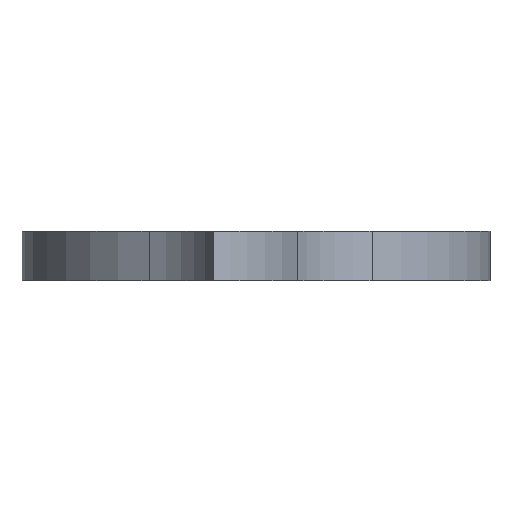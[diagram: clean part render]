
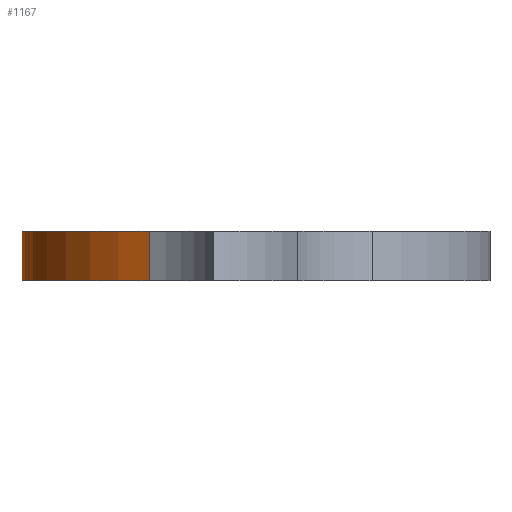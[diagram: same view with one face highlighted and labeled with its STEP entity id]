
A CAD part, front view. The second image highlights one B-rep face of the part: STEP entity #1167.
In plain terms, the highlighted cylindrical face has radius 30 mm (diameter 60 mm), a partial arc.
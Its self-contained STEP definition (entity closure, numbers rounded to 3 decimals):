
#89=FACE_OUTER_BOUND('',#155,.T.);
#155=EDGE_LOOP('',(#861,#862,#863,#864));
#244=LINE('',#1887,#346);
#245=LINE('',#1890,#347);
#346=VECTOR('',#1476,10.);
#347=VECTOR('',#1479,10.);
#433=CIRCLE('',#1267,30.);
#434=CIRCLE('',#1268,30.);
#517=VERTEX_POINT('',#1883);
#518=VERTEX_POINT('',#1884);
#519=VERTEX_POINT('',#1886);
#520=VERTEX_POINT('',#1888);
#652=EDGE_CURVE('',#517,#518,#433,.T.);
#653=EDGE_CURVE('',#518,#519,#244,.T.);
#654=EDGE_CURVE('',#519,#520,#434,.T.);
#655=EDGE_CURVE('',#517,#520,#245,.T.);
#861=ORIENTED_EDGE('',*,*,#652,.T.);
#862=ORIENTED_EDGE('',*,*,#653,.T.);
#863=ORIENTED_EDGE('',*,*,#654,.T.);
#864=ORIENTED_EDGE('',*,*,#655,.F.);
#1124=CYLINDRICAL_SURFACE('',#1266,30.);
#1167=ADVANCED_FACE('',(#89),#1124,.T.);
#1266=AXIS2_PLACEMENT_3D('',#1882,#1472,#1473);
#1267=AXIS2_PLACEMENT_3D('',#1885,#1474,#1475);
#1268=AXIS2_PLACEMENT_3D('',#1889,#1477,#1478);
#1472=DIRECTION('center_axis',(0.,0.,-1.));
#1473=DIRECTION('ref_axis',(-0.856,-0.518,0.));
#1474=DIRECTION('center_axis',(0.,0.,
1.));
#1475=DIRECTION('ref_axis',(1.,0.,0.));
#1476=DIRECTION('',(0.,0.,1.));
#1477=DIRECTION('center_axis',(0.,0.,
-1.));
#1478=DIRECTION('ref_axis',(1.,0.,0.));
#1479=DIRECTION('',(0.,0.,1.));
#1882=CARTESIAN_POINT('Origin',(105.503,-49.979,3.519));
#1883=CARTESIAN_POINT('',(75.504,-49.736,3.519));
#1884=CARTESIAN_POINT('',(91.798,-76.665,3.519));
#1885=CARTESIAN_POINT('Origin',(105.503,-49.979,3.519));
#1886=CARTESIAN_POINT('',(91.798,-76.665,9.869));
#1887=CARTESIAN_POINT('',(91.798,-76.665,3.519));
#1888=CARTESIAN_POINT('',(75.504,-49.736,9.869));
#1889=CARTESIAN_POINT('Origin',(105.503,-49.979,9.869));
#1890=CARTESIAN_POINT('',(75.504,-49.736,3.519));
